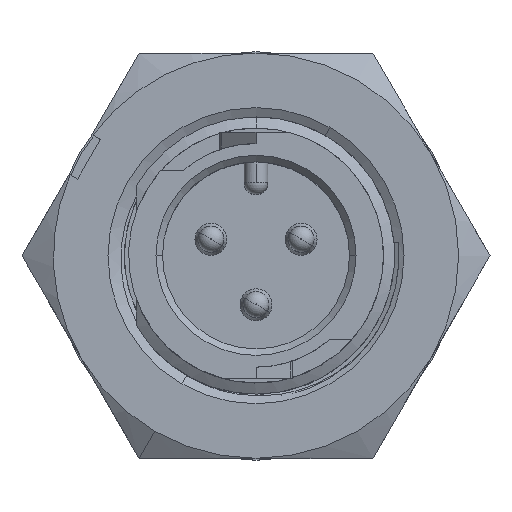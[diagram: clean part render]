
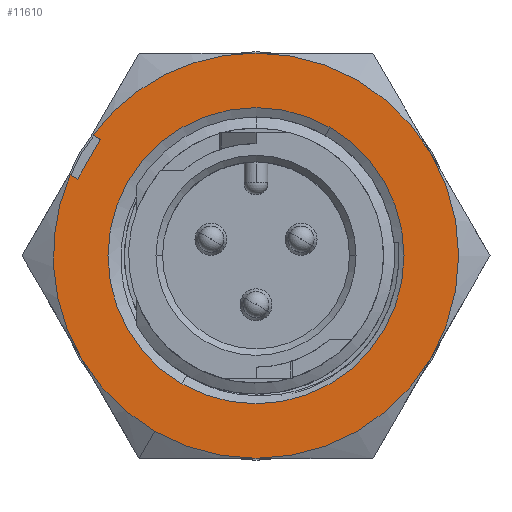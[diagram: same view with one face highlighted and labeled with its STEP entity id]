
A CAD part, top view. The second image highlights one B-rep face of the part: STEP entity #11610.
In plain terms, the highlighted planar face has unit normal (0, 0, 1).
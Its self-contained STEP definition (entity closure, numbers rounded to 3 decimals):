
#67 = AXIS2_PLACEMENT_3D ( 'NONE', #5207, #10634, #6362 ) ;
#99 = CARTESIAN_POINT ( 'NONE',  ( 0., 0., 10.236 ) ) ;
#118 = CARTESIAN_POINT ( 'NONE',  ( 0., 0., 10.236 ) ) ;
#264 = CARTESIAN_POINT ( 'NONE',  ( 0., 0., 10.236 ) ) ;
#312 = EDGE_LOOP ( 'NONE', ( #3812, #7295, #6941, #7541, #7111, #12163, #10203, #4437, #7904, #9663 ) ) ;
#444 = EDGE_CURVE ( 'NONE', #9272, #1097, #13039, .T. ) ;
#550 = PLANE ( 'NONE',  #12374 ) ;
#595 = VERTEX_POINT ( 'NONE', #13314 ) ;
#928 = DIRECTION ( 'NONE',  ( -0.5, -0.866, 0. ) ) ;
#980 = DIRECTION ( 'NONE',  ( 0.5, 0.866, 0. ) ) ;
#1097 = VERTEX_POINT ( 'NONE', #9603 ) ;
#1137 = CARTESIAN_POINT ( 'NONE',  ( -8.185, 3.699, 10.236 ) ) ;
#1202 = CIRCLE ( 'NONE', #67, 7.874 ) ;
#1349 = VERTEX_POINT ( 'NONE', #7523 ) ;
#1358 = DIRECTION ( 'NONE',  ( 0., 0., -1. ) ) ;
#1403 = LINE ( 'NONE', #1137, #12214 ) ;
#1595 = DIRECTION ( 'NONE',  ( -0.5, -0.866, 0. ) ) ;
#1796 = DIRECTION ( 'NONE',  ( 0., 0., -1. ) ) ;
#1948 = VERTEX_POINT ( 'NONE', #12781 ) ;
#2347 = ORIENTED_EDGE ( 'NONE', *, *, #6103, .T. ) ;
#2417 = CARTESIAN_POINT ( 'NONE',  ( -6.045, 4.516, 10.236 ) ) ;
#2502 = CARTESIAN_POINT ( 'NONE',  ( 0., 7.874, 10.236 ) ) ;
#3261 = CARTESIAN_POINT ( 'NONE',  ( 6.819, -3.937, 10.236 ) ) ;
#3489 = VECTOR ( 'NONE', #5512, 1000. ) ;
#3718 = VERTEX_POINT ( 'NONE', #2502 ) ;
#3812 = ORIENTED_EDGE ( 'NONE', *, *, #11336, .F. ) ;
#3838 = EDGE_CURVE ( 'NONE', #7230, #595, #1403, .T. ) ;
#3890 = CIRCLE ( 'NONE', #12220, 7.874 ) ;
#4040 = AXIS2_PLACEMENT_3D ( 'NONE', #11205, #1796, #9722 ) ;
#4049 = EDGE_CURVE ( 'NONE', #10067, #7230, #10021, .T. ) ;
#4063 = LINE ( 'NONE', #10372, #10152 ) ;
#4437 = ORIENTED_EDGE ( 'NONE', *, *, #11250, .F. ) ;
#4560 = CIRCLE ( 'NONE', #9385, 7.874 ) ;
#4841 = VERTEX_POINT ( 'NONE', #9776 ) ;
#5204 = CIRCLE ( 'NONE', #13317, 5.753 ) ;
#5207 = CARTESIAN_POINT ( 'NONE',  ( 0., 0., 10.236 ) ) ;
#5260 = DIRECTION ( 'NONE',  ( 0., 0., -1. ) ) ;
#5299 = EDGE_CURVE ( 'NONE', #1349, #1948, #4560, .T. ) ;
#5332 = EDGE_CURVE ( 'NONE', #1948, #10067, #3890, .T. ) ;
#5512 = DIRECTION ( 'NONE',  ( -0.866, 0.5, 0. ) ) ;
#5534 = DIRECTION ( 'NONE',  ( -0.5, -0.866, 0. ) ) ;
#5580 = DIRECTION ( 'NONE',  ( 0.866, -0.5, 0. ) ) ;
#5590 = CARTESIAN_POINT ( 'NONE',  ( 0., 0., 10.236 ) ) ;
#5668 = VERTEX_POINT ( 'NONE', #8739 ) ;
#5722 = CARTESIAN_POINT ( 'NONE',  ( 0., 0., 10.236 ) ) ;
#5780 = DIRECTION ( 'NONE',  ( 0., 0., -1. ) ) ;
#5914 = CARTESIAN_POINT ( 'NONE',  ( 0., 0., 10.236 ) ) ;
#5997 = CIRCLE ( 'NONE', #4040, 7.874 ) ;
#6103 = EDGE_CURVE ( 'NONE', #5668, #4841, #5204, .T. ) ;
#6293 = AXIS2_PLACEMENT_3D ( 'NONE', #5590, #13067, #12939 ) ;
#6307 = EDGE_CURVE ( 'NONE', #4841, #5668, #8725, .T. ) ;
#6362 = DIRECTION ( 'NONE',  ( -0.5, -0.866, 0. ) ) ;
#6668 = ORIENTED_EDGE ( 'NONE', *, *, #6307, .T. ) ;
#6695 = DIRECTION ( 'NONE',  ( 0., 0., -1. ) ) ;
#6941 = ORIENTED_EDGE ( 'NONE', *, *, #9084, .F. ) ;
#7111 = ORIENTED_EDGE ( 'NONE', *, *, #4049, .F. ) ;
#7230 = VERTEX_POINT ( 'NONE', #10383 ) ;
#7295 = ORIENTED_EDGE ( 'NONE', *, *, #444, .F. ) ;
#7374 = DIRECTION ( 'NONE',  ( 0., 0., -1. ) ) ;
#7523 = CARTESIAN_POINT ( 'NONE',  ( 0., -7.874, 10.236 ) ) ;
#7541 = ORIENTED_EDGE ( 'NONE', *, *, #3838, .F. ) ;
#7588 = DIRECTION ( 'NONE',  ( -0.5, -0.866, 0. ) ) ;
#7755 = FACE_OUTER_BOUND ( 'NONE', #312, .T. ) ;
#7904 = ORIENTED_EDGE ( 'NONE', *, *, #11432, .F. ) ;
#8725 = CIRCLE ( 'NONE', #6293, 5.753 ) ;
#8739 = CARTESIAN_POINT ( 'NONE',  ( 2.877, 4.982, 10.236 ) ) ;
#8837 = DIRECTION ( 'NONE',  ( -0.5, -0.866, 0. ) ) ;
#8870 = AXIS2_PLACEMENT_3D ( 'NONE', #99, #7374, #928 ) ;
#8926 = DIRECTION ( 'NONE',  ( 0., -1., 0. ) ) ;
#8931 = AXIS2_PLACEMENT_3D ( 'NONE', #9906, #11001, #1595 ) ;
#9084 = EDGE_CURVE ( 'NONE', #595, #9272, #4063, .T. ) ;
#9188 = EDGE_LOOP ( 'NONE', ( #2347, #6668 ) ) ;
#9272 = VERTEX_POINT ( 'NONE', #2417 ) ;
#9385 = AXIS2_PLACEMENT_3D ( 'NONE', #264, #1358, #5534 ) ;
#9497 = VERTEX_POINT ( 'NONE', #11192 ) ;
#9603 = CARTESIAN_POINT ( 'NONE',  ( -6.331, 4.682, 10.236 ) ) ;
#9663 = ORIENTED_EDGE ( 'NONE', *, *, #12247, .F. ) ;
#9722 = DIRECTION ( 'NONE',  ( -0.5, -0.866, 0. ) ) ;
#9754 = CARTESIAN_POINT ( 'NONE',  ( -6.819, -3.937, 10.236 ) ) ;
#9776 = CARTESIAN_POINT ( 'NONE',  ( -2.877, -4.982, 10.236 ) ) ;
#9827 = DIRECTION ( 'NONE',  ( 0., 0., -1. ) ) ;
#9886 = CARTESIAN_POINT ( 'NONE',  ( 13.638, -7.874, 10.236 ) ) ;
#9906 = CARTESIAN_POINT ( 'NONE',  ( 0., 0., 10.236 ) ) ;
#10021 = CIRCLE ( 'NONE', #8931, 7.874 ) ;
#10067 = VERTEX_POINT ( 'NONE', #9754 ) ;
#10119 = DIRECTION ( 'NONE',  ( -0.5, -0.866, 0. ) ) ;
#10152 = VECTOR ( 'NONE', #980, 1000. ) ;
#10203 = ORIENTED_EDGE ( 'NONE', *, *, #5299, .F. ) ;
#10372 = CARTESIAN_POINT ( 'NONE',  ( -6.934, 2.977, 10.236 ) ) ;
#10383 = CARTESIAN_POINT ( 'NONE',  ( -7.22, 3.142, 10.236 ) ) ;
#10634 = DIRECTION ( 'NONE',  ( 0., 0., -1. ) ) ;
#10966 = VERTEX_POINT ( 'NONE', #3261 ) ;
#11001 = DIRECTION ( 'NONE',  ( 0., 0., -1. ) ) ;
#11050 = FACE_BOUND ( 'NONE', #9188, .T. ) ;
#11192 = CARTESIAN_POINT ( 'NONE',  ( 6.819, 3.937, 10.236 ) ) ;
#11205 = CARTESIAN_POINT ( 'NONE',  ( 0., 0., 10.236 ) ) ;
#11243 = CIRCLE ( 'NONE', #8870, 7.874 ) ;
#11250 = EDGE_CURVE ( 'NONE', #10966, #1349, #1202, .T. ) ;
#11336 = EDGE_CURVE ( 'NONE', #1097, #3718, #11928, .T. ) ;
#11432 = EDGE_CURVE ( 'NONE', #9497, #10966, #11243, .T. ) ;
#11610 = ADVANCED_FACE ( 'NONE', ( #11050, #7755 ), #550, .F. ) ;
#11928 = CIRCLE ( 'NONE', #13020, 7.874 ) ;
#12163 = ORIENTED_EDGE ( 'NONE', *, *, #5332, .F. ) ;
#12214 = VECTOR ( 'NONE', #5580, 1000. ) ;
#12220 = AXIS2_PLACEMENT_3D ( 'NONE', #5722, #6695, #8837 ) ;
#12247 = EDGE_CURVE ( 'NONE', #3718, #9497, #5997, .T. ) ;
#12374 = AXIS2_PLACEMENT_3D ( 'NONE', #9886, #9827, #8926 ) ;
#12781 = CARTESIAN_POINT ( 'NONE',  ( -3.937, -6.819, 10.236 ) ) ;
#12939 = DIRECTION ( 'NONE',  ( -0.5, -0.866, 0. ) ) ;
#13020 = AXIS2_PLACEMENT_3D ( 'NONE', #5914, #5780, #10119 ) ;
#13039 = LINE ( 'NONE', #13172, #3489 ) ;
#13067 = DIRECTION ( 'NONE',  ( 0., 0., -1. ) ) ;
#13172 = CARTESIAN_POINT ( 'NONE',  ( -7.296, 5.239, 10.236 ) ) ;
#13314 = CARTESIAN_POINT ( 'NONE',  ( -6.934, 2.977, 10.236 ) ) ;
#13317 = AXIS2_PLACEMENT_3D ( 'NONE', #118, #5260, #7588 ) ;
